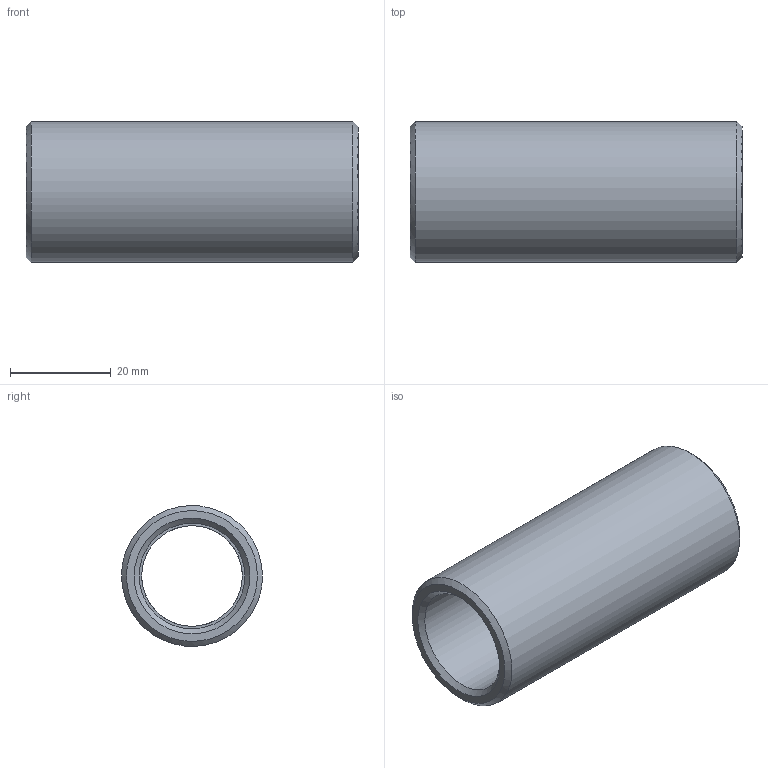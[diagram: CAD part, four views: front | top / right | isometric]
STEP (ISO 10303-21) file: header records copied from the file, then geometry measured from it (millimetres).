
FILE_DESCRIPTION(('STEP AP214'),'1');
FILE_NAME('EB2-20X66 EST.28.stp','2023-07-19T15:07:51',(' '),(' '),'Spatial InterOp 3D',' ',' ');
FILE_SCHEMA(('automotive_design'));
Length unit declared in the file: metre
Products named in the file (1): 1
Bounding box: 66 x 28 x 27.96 mm (x, y, z)
Volume: 18935.7 mm3; surface area: 10468.1 mm2
Topology: 1 solids, 1 shells, 10 faces, 30 edges, 23 vertices
Faces by surface type: revolution 7, plane 3
Entity records: 798 total; most frequent: CARTESIAN_POINT 345, ORIENTED_EDGE 46, PRESENTATION_STYLE_ASSIGNMENT 44, COLOUR_RGB 44, STYLED_ITEM 34, CURVE_STYLE 34, DRAUGHTING_PRE_DEFINED_CURVE_FONT 34, EDGE_CURVE 23
